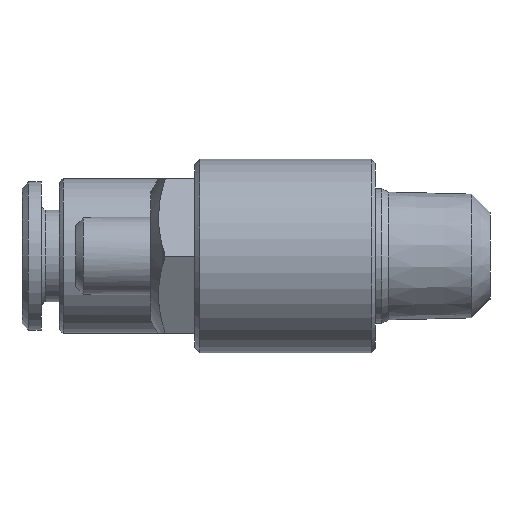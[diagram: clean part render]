
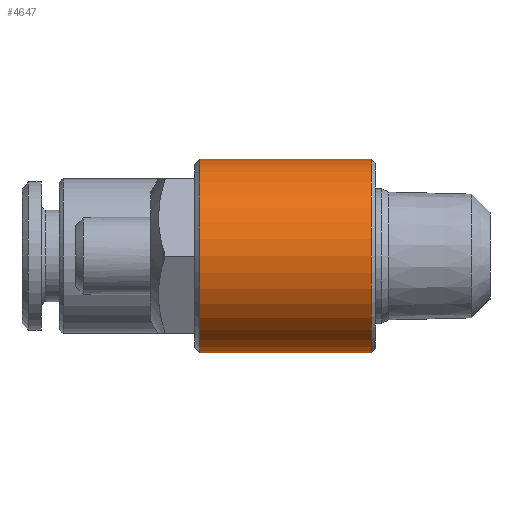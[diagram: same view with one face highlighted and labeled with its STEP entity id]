
A CAD part, left-side view. The second image highlights one B-rep face of the part: STEP entity #4647.
In plain terms, the highlighted cylindrical face has radius 7.5 mm (diameter 15 mm), a partial arc.
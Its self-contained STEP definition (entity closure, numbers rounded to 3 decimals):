
#157 = VERTEX_POINT ( 'NONE', #1333 ) ;
#330 = VERTEX_POINT ( 'NONE', #1725 ) ;
#332 = VERTEX_POINT ( 'NONE', #1722 ) ;
#384 = VERTEX_POINT ( 'NONE', #2087 ) ;
#395 = EDGE_CURVE ( 'NONE', #157, #384, #2183, .T. ) ;
#412 = EDGE_CURVE ( 'NONE', #330, #332, #2095, .T. ) ;
#413 = ORIENTED_EDGE ( 'NONE', *, *, #417, .T. ) ;
#414 = ORIENTED_EDGE ( 'NONE', *, *, #395, .F. ) ;
#417 = EDGE_CURVE ( 'NONE', #332, #384, #1881, .T. ) ;
#421 = ORIENTED_EDGE ( 'NONE', *, *, #4674, .F. ) ;
#422 = ORIENTED_EDGE ( 'NONE', *, *, #412, .T. ) ;
#1333 = CARTESIAN_POINT ( 'NONE',  ( 0., 9.2, 7.5 ) ) ;
#1722 = CARTESIAN_POINT ( 'NONE',  ( 0., 22.5, -7.5 ) ) ;
#1725 = CARTESIAN_POINT ( 'NONE',  ( 0., 22.5, 7.5 ) ) ;
#1878 = DIRECTION ( 'NONE',  ( 0., -1., 0. ) ) ;
#1879 = VECTOR ( 'NONE', #1878, 1000. ) ;
#1880 = CARTESIAN_POINT ( 'NONE',  ( 0., 6.519, -7.5 ) ) ;
#1881 = LINE ( 'NONE', #1880, #1879 ) ;
#2076 = CARTESIAN_POINT ( 'NONE',  ( 0., 22.5, 0. ) ) ;
#2087 = CARTESIAN_POINT ( 'NONE',  ( 0., 9.2, -7.5 ) ) ;
#2092 = DIRECTION ( 'NONE',  ( 0., 0., -1. ) ) ;
#2093 = DIRECTION ( 'NONE',  ( 0., -1., 0. ) ) ;
#2094 = AXIS2_PLACEMENT_3D ( 'NONE', #2076, #2093, #2092 ) ;
#2095 = CIRCLE ( 'NONE', #2094, 7.5 ) ;
#2180 = DIRECTION ( 'NONE',  ( 0., 0., -1. ) ) ;
#2181 = DIRECTION ( 'NONE',  ( 0., -1., 0. ) ) ;
#2182 = AXIS2_PLACEMENT_3D ( 'NONE', #2190, #2181, #2180 ) ;
#2183 = CIRCLE ( 'NONE', #2182, 7.5 ) ;
#2190 = CARTESIAN_POINT ( 'NONE',  ( 0., 9.2, 0. ) ) ;
#4072 = CYLINDRICAL_SURFACE ( 'NONE', #4144, 7.5 ) ;
#4073 = FACE_OUTER_BOUND ( 'NONE', #4646, .T. ) ;
#4140 = DIRECTION ( 'NONE',  ( 0., 0., -1. ) ) ;
#4141 = DIRECTION ( 'NONE',  ( 0., -1., 0. ) ) ;
#4143 = CARTESIAN_POINT ( 'NONE',  ( 0., 6.519, 0. ) ) ;
#4144 = AXIS2_PLACEMENT_3D ( 'NONE', #4143, #4141, #4140 ) ;
#4609 = DIRECTION ( 'NONE',  ( 0., -1., 0. ) ) ;
#4610 = VECTOR ( 'NONE', #4609, 1000. ) ;
#4611 = CARTESIAN_POINT ( 'NONE',  ( 0., 6.519, 7.5 ) ) ;
#4612 = LINE ( 'NONE', #4611, #4610 ) ;
#4646 = EDGE_LOOP ( 'NONE', ( #421, #422, #413, #414 ) ) ;
#4647 = ADVANCED_FACE ( 'NONE', ( #4073 ), #4072, .T. ) ;
#4674 = EDGE_CURVE ( 'NONE', #330, #157, #4612, .T. ) ;
